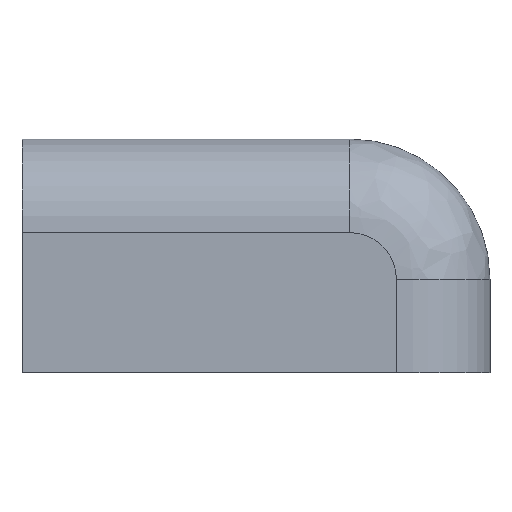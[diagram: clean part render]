
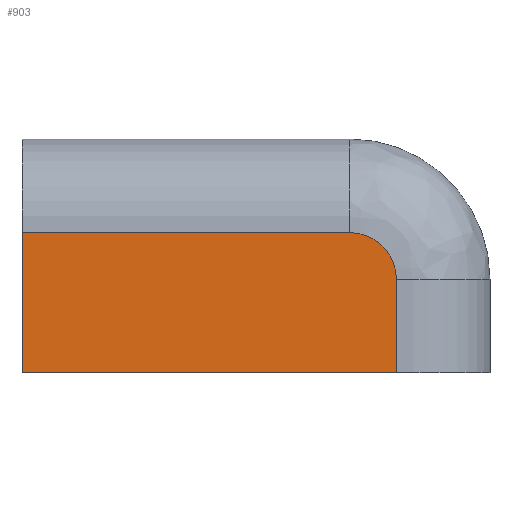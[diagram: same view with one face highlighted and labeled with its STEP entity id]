
A CAD part, left-side view. The second image highlights one B-rep face of the part: STEP entity #903.
In plain terms, the highlighted planar face has unit normal (-1, 0, 0).
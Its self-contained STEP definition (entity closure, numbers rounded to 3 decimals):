
#41=CIRCLE('',#982,2.);
#86=FACE_OUTER_BOUND('',#136,.T.);
#136=EDGE_LOOP('',(#724,#725,#726,#727,#728));
#240=LINE('',#1438,#349);
#241=LINE('',#1440,#350);
#242=LINE('',#1442,#351);
#243=LINE('',#1444,#352);
#349=VECTOR('',#1161,10.);
#350=VECTOR('',#1162,10.);
#351=VECTOR('',#1163,10.);
#352=VECTOR('',#1164,10.);
#437=VERTEX_POINT('',#1436);
#438=VERTEX_POINT('',#1437);
#439=VERTEX_POINT('',#1439);
#440=VERTEX_POINT('',#1441);
#441=VERTEX_POINT('',#1443);
#541=EDGE_CURVE('',#437,#438,#240,.T.);
#542=EDGE_CURVE('',#437,#439,#241,.T.);
#543=EDGE_CURVE('',#439,#440,#242,.T.);
#544=EDGE_CURVE('',#441,#440,#243,.T.);
#545=EDGE_CURVE('',#438,#441,#41,.T.);
#724=ORIENTED_EDGE('',*,*,#541,.F.);
#725=ORIENTED_EDGE('',*,*,#542,.T.);
#726=ORIENTED_EDGE('',*,*,#543,.T.);
#727=ORIENTED_EDGE('',*,*,#544,.F.);
#728=ORIENTED_EDGE('',*,*,#545,.F.);
#863=PLANE('',#981);
#903=ADVANCED_FACE('',(#86),#863,.T.);
#981=AXIS2_PLACEMENT_3D('',#1435,#1159,#1160);
#982=AXIS2_PLACEMENT_3D('',#1445,#1165,#1166);
#1159=DIRECTION('center_axis',(-1.,0.,0.));
#1160=DIRECTION('ref_axis',(0.,-1.,0.));
#1161=DIRECTION('',(0.,-1.,0.));
#1162=DIRECTION('',(0.,0.,-1.));
#1163=DIRECTION('',(0.,-1.,0.));
#1164=DIRECTION('',(0.,0.,-1.));
#1165=DIRECTION('center_axis',(1.,0.,0.));
#1166=DIRECTION('ref_axis',(0.,-0.707,0.707));
#1435=CARTESIAN_POINT('Origin',(-15.,18.899,8.));
#1436=CARTESIAN_POINT('',(-15.,18.899,6.));
#1437=CARTESIAN_POINT('',(-15.,4.899,6.));
#1438=CARTESIAN_POINT('',(-15.,13.899,6.));
#1439=CARTESIAN_POINT('',(-15.,18.899,0.));
#1440=CARTESIAN_POINT('',(-15.,18.899,8.));
#1441=CARTESIAN_POINT('',(-15.,2.899,0.));
#1442=CARTESIAN_POINT('',(-15.,13.899,0.));
#1443=CARTESIAN_POINT('',(-15.,2.899,4.));
#1444=CARTESIAN_POINT('',(-15.,2.899,8.));
#1445=CARTESIAN_POINT('Origin',(-15.,4.899,4.));
